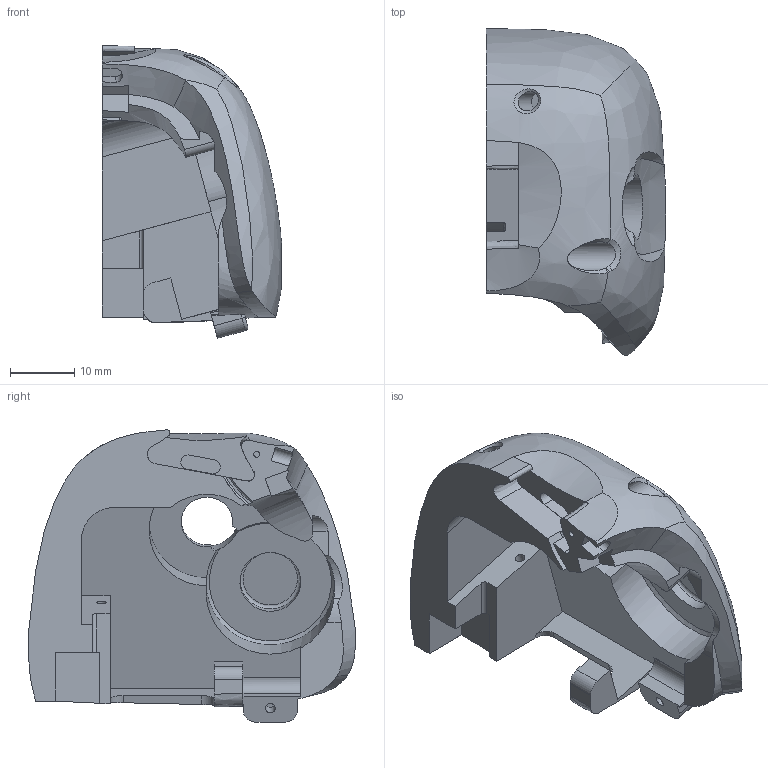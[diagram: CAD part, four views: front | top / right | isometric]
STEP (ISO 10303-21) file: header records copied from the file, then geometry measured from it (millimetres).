
FILE_DESCRIPTION(/* description */ (''),/* implementation_level */ '2;1');
FILE_NAME(/* name */ '身体后壳-左 v1.step',/* time_stamp */ '2022-09-01T17:24:31+08:00',/* author */ (''),/* organization */ (''),/* preprocessor_version */ 'ST-DEVELOPER v19',/* originating_system */ 'Autodesk Translation Framework v11.7.0.108',/* authorisation */ '');
FILE_SCHEMA (('AUTOMOTIVE_DESIGN { 1 0 10303 214 3 1 1 }'));
Length unit declared in the file: millimetre
Products named in the file (1): 身体后壳-左
Bounding box: 27.85 x 50.85 x 45.47 mm (x, y, z)
Volume: 18653 mm3; surface area: 8358.2 mm2
Topology: 1 solids, 1 shells, 128 faces, 384 edges, 263 vertices
Faces by surface type: plane 55, bspline 41, cylinder 29, torus 2, cone 1
Full cylindrical faces by diameter (mm): 0.9 x1, 1.5 x3, 3 x1, 4.5 x1, 10.2 x1
Entity records: 14227 total; most frequent: CARTESIAN_POINT 11164, ORIENTED_EDGE 768, DIRECTION 421, EDGE_CURVE 384, VERTEX_POINT 263, B_SPLINE_CURVE_WITH_KNOTS 193, AXIS2_PLACEMENT_3D 146, EDGE_LOOP 137
